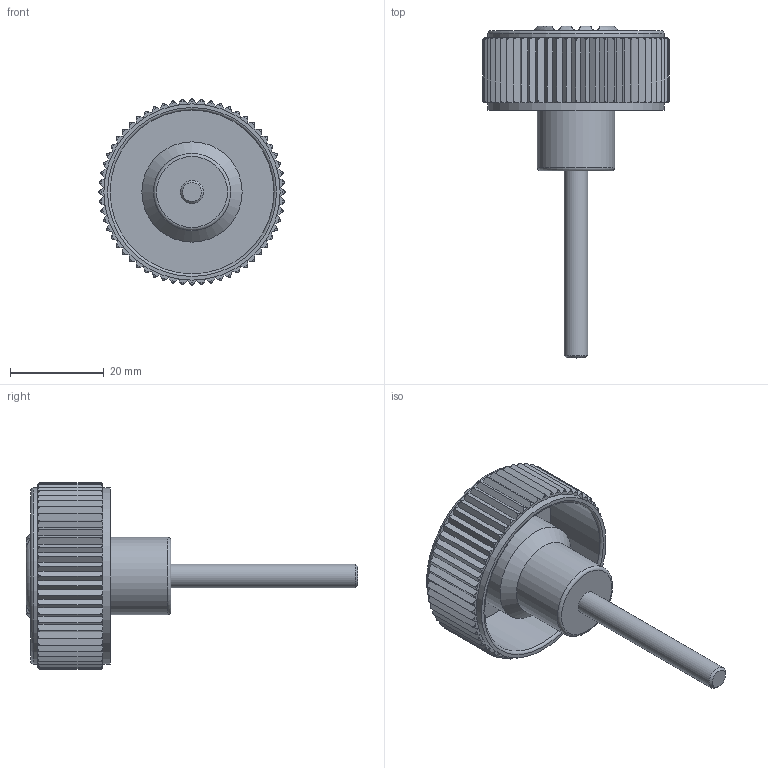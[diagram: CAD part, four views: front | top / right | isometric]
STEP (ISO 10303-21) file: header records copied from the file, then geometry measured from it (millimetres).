
FILE_DESCRIPTION( ( 'STEP AP214' ), '1' );
FILE_NAME( 'K0260.5105X40.stp', '2020-11-26T16:24:04', ( '' ), ( '' ), ' ', 'PARTsolutions', ' ' );
FILE_SCHEMA( ( 'AUTOMOTIVE_DESIGN { 1 0 10303 214 1 1 1 1 }' ) );
Length unit declared in the file: millimetre
Products named in the file (1): _K0260.5105X40
Bounding box: 40 x 71 x 40 mm (x, y, z)
Volume: 11088.5 mm3; surface area: 10286.2 mm2
Topology: 1 solids, 2 shells, 272 faces, 778 edges, 517 vertices
Faces by surface type: plane 134, torus 124, cylinder 11, cone 3
Full cylindrical faces by diameter (mm): 5 x1, 11.55 x1, 16.5 x2, 21.45 x1, 35.05 x1, 37.69 x2
Entity records: 12490 total; most frequent: CARTESIAN_POINT 3611, ORIENTED_EDGE 1520, DIRECTION 1208, EDGE_CURVE 760, VERTEX_POINT 514, AXIS2_PLACEMENT_3D 421, LINE 366, VECTOR 366
